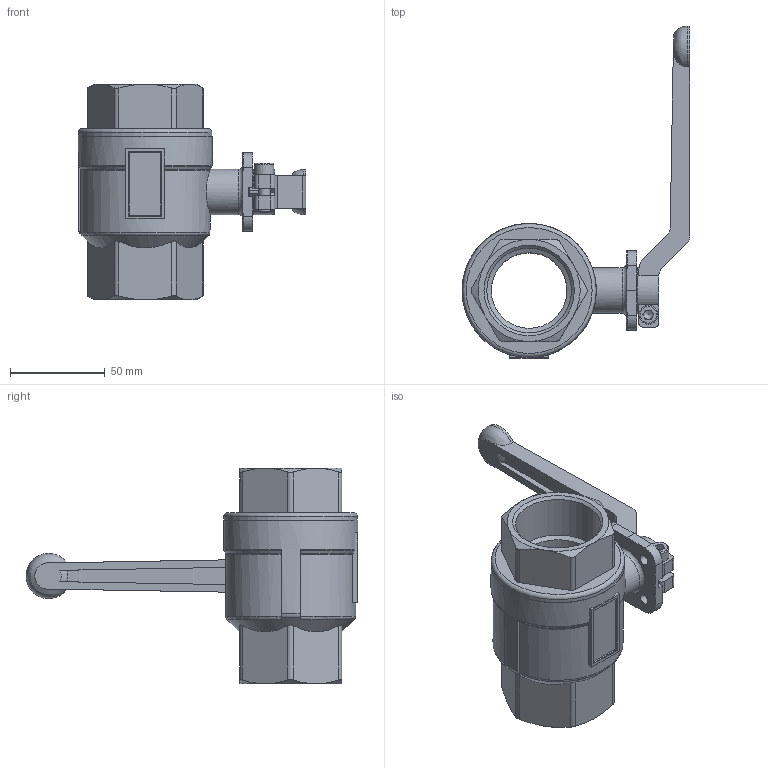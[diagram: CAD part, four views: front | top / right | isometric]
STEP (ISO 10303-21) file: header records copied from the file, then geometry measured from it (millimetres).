
FILE_DESCRIPTION(('FreeCAD Model'),'2;1');
FILE_NAME('ballDN40.step','2018-08-11T17:25:38',('Author') ,(''),'Open CASCADE STEP processor 7.2','FreeCAD','Unknown');
FILE_SCHEMA(('AUTOMOTIVE_DESIGN { 1 0 10303 214 1 1 1 1 }'));
Length unit declared in the file: millimetre
Products named in the file (1): BallValveDN40thd
Bounding box: 120.55 x 175.56 x 114 mm (x, y, z)
Volume: 243061 mm3; surface area: 58383.4 mm2
Topology: 1 solids, 1 shells, 209 faces, 579 edges, 368 vertices
Faces by surface type: plane 104, cylinder 55, cone 31, torus 17, bspline 2
Full cylindrical faces by diameter (mm): 5.5 x4, 6 x2, 6.7 x1, 10 x1, 13.9 x1, 24 x1, 40 x1, 44.845 x2, 70.6 x1, 71 x1
Entity records: 30094 total; most frequent: CARTESIAN_POINT 18230, DIRECTION 1592, ORIENTED_EDGE 1152, PCURVE 1152, DEFINITIONAL_REPRESENTATION 1152, LINE 810, VECTOR 810, B_SPLINE_CURVE_WITH_KNOTS 672
